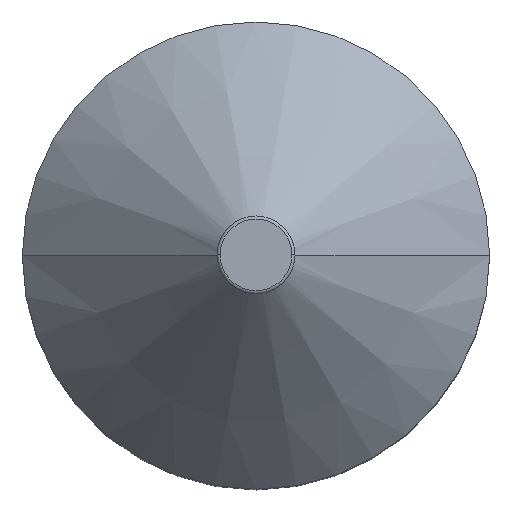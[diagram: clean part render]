
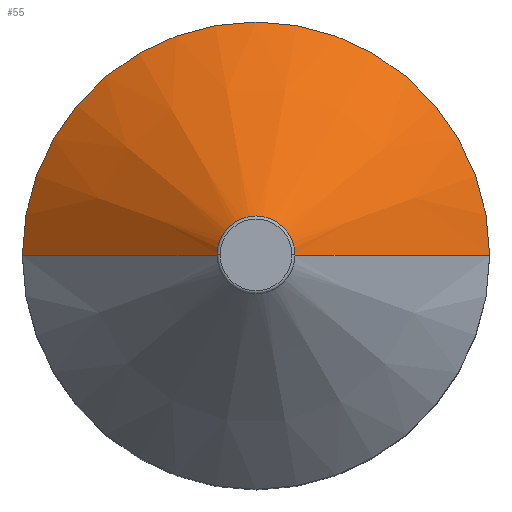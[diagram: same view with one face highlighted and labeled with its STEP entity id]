
A CAD part, top view. The second image highlights one B-rep face of the part: STEP entity #55.
In plain terms, the highlighted conical face has half-angle 45 degrees and reference radius 2.3 mm.
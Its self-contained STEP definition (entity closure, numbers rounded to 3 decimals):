
#46 = VERTEX_POINT ( 'NONE', #353 ) ;
#47 = VERTEX_POINT ( 'NONE', #394 ) ;
#48 = ORIENTED_EDGE ( 'NONE', *, *, #229, .F. ) ;
#50 = ORIENTED_EDGE ( 'NONE', *, *, #66, .F. ) ;
#51 = VERTEX_POINT ( 'NONE', #395 ) ;
#53 = EDGE_CURVE ( 'NONE', #58, #47, #440, .T. ) ;
#55 = ADVANCED_FACE ( 'NONE', ( #458 ), #457, .T. ) ;
#57 = EDGE_CURVE ( 'NONE', #51, #58, #335, .T. ) ;
#58 = VERTEX_POINT ( 'NONE', #456 ) ;
#65 = EDGE_LOOP ( 'NONE', ( #68, #67, #50, #48 ) ) ;
#66 = EDGE_CURVE ( 'NONE', #46, #47, #434, .T. ) ;
#67 = ORIENTED_EDGE ( 'NONE', *, *, #53, .T. ) ;
#68 = ORIENTED_EDGE ( 'NONE', *, *, #57, .T. ) ;
#229 = EDGE_CURVE ( 'NONE', #51, #46, #740, .T. ) ;
#333 = DIRECTION ( 'NONE',  ( -1., 0., 0. ) ) ;
#334 = DIRECTION ( 'NONE',  ( 0., 0., -1. ) ) ;
#335 = CIRCLE ( 'NONE', #465, 2.3 ) ;
#345 = AXIS2_PLACEMENT_3D ( 'NONE', #433, #432, #431 ) ;
#353 = CARTESIAN_POINT ( 'NONE',  ( -15., 0., 77. ) ) ;
#394 = CARTESIAN_POINT ( 'NONE',  ( 15., 0., 77. ) ) ;
#395 = CARTESIAN_POINT ( 'NONE',  ( -2.3, 0., 89.7 ) ) ;
#431 = DIRECTION ( 'NONE',  ( -1., 0., 0. ) ) ;
#432 = DIRECTION ( 'NONE',  ( 0., 0., -1. ) ) ;
#433 = CARTESIAN_POINT ( 'NONE',  ( 0., 0., 77. ) ) ;
#434 = CIRCLE ( 'NONE', #345, 15. ) ;
#439 = CARTESIAN_POINT ( 'NONE',  ( 2.3, 0., 89.7 ) ) ;
#440 = LINE ( 'NONE', #439, #467 ) ;
#441 = CARTESIAN_POINT ( 'NONE',  ( 0., 0., 89.7 ) ) ;
#454 = DIRECTION ( 'NONE',  ( -1., 0., 0. ) ) ;
#455 = DIRECTION ( 'NONE',  ( 0., 0., -1. ) ) ;
#456 = CARTESIAN_POINT ( 'NONE',  ( 2.3, 0., 89.7 ) ) ;
#457 = CONICAL_SURFACE ( 'NONE', #463, 2.3, 0.785 ) ;
#458 = FACE_OUTER_BOUND ( 'NONE', #65, .T. ) ;
#462 = CARTESIAN_POINT ( 'NONE',  ( 0., 0., 89.7 ) ) ;
#463 = AXIS2_PLACEMENT_3D ( 'NONE', #462, #455, #454 ) ;
#465 = AXIS2_PLACEMENT_3D ( 'NONE', #441, #334, #333 ) ;
#466 = DIRECTION ( 'NONE',  ( 0.707, 0., -0.707 ) ) ;
#467 = VECTOR ( 'NONE', #466, 1000. ) ;
#735 = DIRECTION ( 'NONE',  ( -0.707, 0., -0.707 ) ) ;
#736 = VECTOR ( 'NONE', #735, 1000. ) ;
#737 = CARTESIAN_POINT ( 'NONE',  ( -2.3, 0., 89.7 ) ) ;
#740 = LINE ( 'NONE', #737, #736 ) ;
